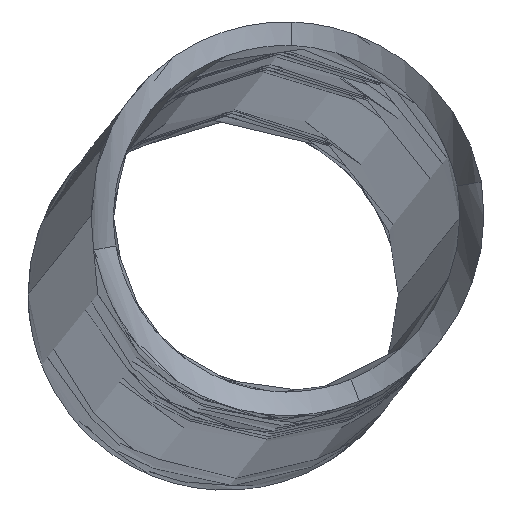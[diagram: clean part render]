
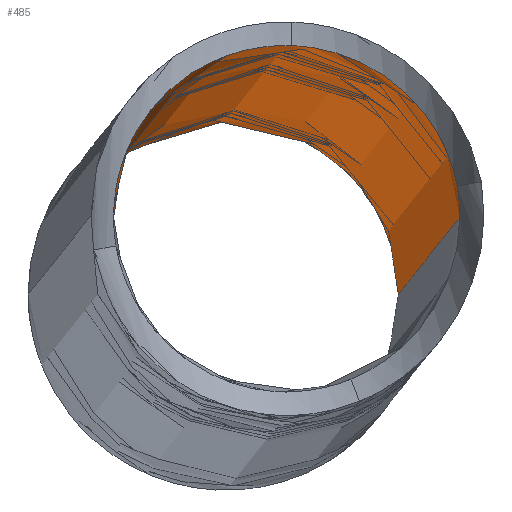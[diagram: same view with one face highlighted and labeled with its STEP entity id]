
A CAD part, left-side view. The second image highlights one B-rep face of the part: STEP entity #485.
In plain terms, the highlighted free-form (B-spline) face has degree [5, 4] with [6, 5] control points.
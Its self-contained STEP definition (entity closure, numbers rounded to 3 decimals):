
#75=CARTESIAN_POINT('Vertex',(-1839.845,290.081,136.801)) ;
#78=CARTESIAN_POINT('Axis2P3D Location',(-1840.,301.,135.48)) ;
#82=CARTESIAN_POINT('Vertex',(-1840.135,311.999,135.481)) ;
#263=CARTESIAN_POINT('Vertex',(-1840.359,289.995,135.487)) ;
#267=CARTESIAN_POINT('Control Point',(-1840.359,289.995,135.487)) ;
#268=CARTESIAN_POINT('Control Point',(-1840.257,289.996,135.749)) ;
#269=CARTESIAN_POINT('Control Point',(-1840.154,290.005,136.011)) ;
#270=CARTESIAN_POINT('Control Point',(-1840.052,290.022,136.274)) ;
#271=CARTESIAN_POINT('Control Point',(-1839.949,290.047,136.538)) ;
#272=CARTESIAN_POINT('Control Point',(-1839.845,290.081,136.801)) ;
#292=CARTESIAN_POINT('Vertex',(-2152.5,296.784,151.283)) ;
#346=CARTESIAN_POINT('Vertex',(-2159.191,308.072,140.39)) ;
#350=CARTESIAN_POINT('Control Point',(-2159.191,308.072,140.39)) ;
#351=CARTESIAN_POINT('Control Point',(-2159.219,308.072,141.134)) ;
#352=CARTESIAN_POINT('Control Point',(-2159.13,308.01,141.89)) ;
#353=CARTESIAN_POINT('Control Point',(-2158.911,307.882,142.622)) ;
#354=CARTESIAN_POINT('Control Point',(-2158.17,307.423,144.405)) ;
#355=CARTESIAN_POINT('Control Point',(-2157.124,306.65,145.964)) ;
#356=CARTESIAN_POINT('Control Point',(-2156.468,306.077,146.845)) ;
#357=CARTESIAN_POINT('Control Point',(-2155.4,304.961,148.179)) ;
#358=CARTESIAN_POINT('Control Point',(-2154.428,303.545,149.296)) ;
#359=CARTESIAN_POINT('Control Point',(-2154.073,302.949,149.693)) ;
#360=CARTESIAN_POINT('Control Point',(-2153.34,301.494,150.495)) ;
#361=CARTESIAN_POINT('Control Point',(-2152.814,299.823,151.033)) ;
#362=CARTESIAN_POINT('Control Point',(-2152.604,298.829,151.234)) ;
#363=CARTESIAN_POINT('Control Point',(-2152.5,297.804,151.317)) ;
#364=CARTESIAN_POINT('Control Point',(-2152.5,296.784,151.283)) ;
#377=CARTESIAN_POINT('Control Point',(-2158.539,286.259,142.367)) ;
#378=CARTESIAN_POINT('Control Point',(-2158.184,286.453,143.395)) ;
#379=CARTESIAN_POINT('Control Point',(-2157.667,286.766,144.362)) ;
#380=CARTESIAN_POINT('Control Point',(-2157.099,287.172,145.254)) ;
#381=CARTESIAN_POINT('Control Point',(-2156.155,287.975,146.609)) ;
#382=CARTESIAN_POINT('Control Point',(-2155.233,289.023,147.815)) ;
#383=CARTESIAN_POINT('Control Point',(-2154.893,289.455,148.25)) ;
#384=CARTESIAN_POINT('Control Point',(-2153.912,290.867,149.482)) ;
#385=CARTESIAN_POINT('Control Point',(-2153.114,292.61,150.454)) ;
#386=CARTESIAN_POINT('Control Point',(-2152.706,293.925,150.956)) ;
#387=CARTESIAN_POINT('Control Point',(-2152.5,295.35,151.235)) ;
#388=CARTESIAN_POINT('Control Point',(-2152.5,296.784,151.283)) ;
#389=CARTESIAN_POINT('Vertex',(-2158.539,286.259,142.367)) ;
#422=CARTESIAN_POINT('Control Point',(-2165.135,307.999,140.481)) ;
#423=CARTESIAN_POINT('Control Point',(-2164.966,308.,151.48)) ;
#424=CARTESIAN_POINT('Control Point',(-2164.746,297.002,156.978)) ;
#425=CARTESIAN_POINT('Control Point',(-2164.695,286.002,151.478)) ;
#426=CARTESIAN_POINT('Control Point',(-2164.865,286.001,140.479)) ;
#427=CARTESIAN_POINT('Control Point',(-2100.135,308.799,139.481)) ;
#428=CARTESIAN_POINT('Control Point',(-2099.966,308.8,150.48)) ;
#429=CARTESIAN_POINT('Control Point',(-2099.746,297.802,155.978)) ;
#430=CARTESIAN_POINT('Control Point',(-2099.695,286.802,150.478)) ;
#431=CARTESIAN_POINT('Control Point',(-2099.865,286.801,139.479)) ;
#432=CARTESIAN_POINT('Control Point',(-2035.135,309.599,138.481)) ;
#433=CARTESIAN_POINT('Control Point',(-2034.966,309.6,149.48)) ;
#434=CARTESIAN_POINT('Control Point',(-2034.746,298.602,154.978)) ;
#435=CARTESIAN_POINT('Control Point',(-2034.695,287.602,149.478)) ;
#436=CARTESIAN_POINT('Control Point',(-2034.865,287.601,138.479)) ;
#437=CARTESIAN_POINT('Control Point',(-1970.135,310.399,137.481)) ;
#438=CARTESIAN_POINT('Control Point',(-1969.966,310.4,148.48)) ;
#439=CARTESIAN_POINT('Control Point',(-1969.746,299.402,153.978)) ;
#440=CARTESIAN_POINT('Control Point',(-1969.695,288.402,148.478)) ;
#441=CARTESIAN_POINT('Control Point',(-1969.865,288.401,137.479)) ;
#442=CARTESIAN_POINT('Control Point',(-1905.135,311.199,136.481)) ;
#443=CARTESIAN_POINT('Control Point',(-1904.966,311.2,147.48)) ;
#444=CARTESIAN_POINT('Control Point',(-1904.746,300.202,152.978)) ;
#445=CARTESIAN_POINT('Control Point',(-1904.695,289.202,147.478)) ;
#446=CARTESIAN_POINT('Control Point',(-1904.865,289.201,136.479)) ;
#447=CARTESIAN_POINT('Control Point',(-1840.135,311.999,135.481)) ;
#448=CARTESIAN_POINT('Control Point',(-1839.966,312.,146.48)) ;
#449=CARTESIAN_POINT('Control Point',(-1839.746,301.002,151.978)) ;
#450=CARTESIAN_POINT('Control Point',(-1839.695,290.002,146.478)) ;
#451=CARTESIAN_POINT('Control Point',(-1839.865,290.001,135.479)) ;
#453=CARTESIAN_POINT('Control Point',(-2159.191,308.072,140.39)) ;
#454=CARTESIAN_POINT('Control Point',(-2095.38,308.858,139.408)) ;
#455=CARTESIAN_POINT('Control Point',(-2031.569,309.643,138.426)) ;
#456=CARTESIAN_POINT('Control Point',(-1967.758,310.428,137.444)) ;
#457=CARTESIAN_POINT('Control Point',(-1903.947,311.214,136.463)) ;
#458=CARTESIAN_POINT('Control Point',(-1840.135,311.999,135.481)) ;
#461=CARTESIAN_POINT('Control Point',(-2157.692,286.089,140.369)) ;
#462=CARTESIAN_POINT('Control Point',(-2094.225,286.87,139.392)) ;
#463=CARTESIAN_POINT('Control Point',(-2030.759,287.651,138.416)) ;
#464=CARTESIAN_POINT('Control Point',(-1967.292,288.432,137.439)) ;
#465=CARTESIAN_POINT('Control Point',(-1903.825,289.214,136.463)) ;
#466=CARTESIAN_POINT('Control Point',(-1840.359,289.995,135.487)) ;
#467=CARTESIAN_POINT('Vertex',(-2157.692,286.089,140.369)) ;
#471=CARTESIAN_POINT('Control Point',(-2158.539,286.259,142.367)) ;
#472=CARTESIAN_POINT('Control Point',(-2158.32,286.137,141.68)) ;
#473=CARTESIAN_POINT('Control Point',(-2158.019,286.085,141.013)) ;
#474=CARTESIAN_POINT('Control Point',(-2157.692,286.089,140.369)) ;
#79=DIRECTION('Axis2P3D Direction',(1.,0.012,-0.015)) ;
#80=AXIS2_PLACEMENT_3D('Circle Axis2P3D',#78,#79,$) ;
#477=ORIENTED_EDGE('',*,*,#391,.T.) ;
#478=ORIENTED_EDGE('',*,*,#365,.F.) ;
#479=ORIENTED_EDGE('',*,*,#459,.T.) ;
#480=ORIENTED_EDGE('',*,*,#84,.T.) ;
#481=ORIENTED_EDGE('',*,*,#273,.F.) ;
#482=ORIENTED_EDGE('',*,*,#469,.F.) ;
#483=ORIENTED_EDGE('',*,*,#475,.F.) ;
#485=ADVANCED_FACE('Corps principal',(#484),#421,.T.) ;
#266=B_SPLINE_CURVE_WITH_KNOTS('',5,(#267,#268,#269,#270,#271,#272),.UNSPECIFIED.,.F.,.U.,(6,6),(0.,2.088),.UNSPECIFIED.) ;
#349=B_SPLINE_CURVE_WITH_KNOTS('',5,(#350,#351,#352,#353,#354,#355,#356,#357,#358,#359,#360,#361,#362,#363,#364),.UNSPECIFIED.,.F.,.U.,(6,3,3,3,6),(0.,5.567,14.321,19.871,26.906),.UNSPECIFIED.) ;
#376=B_SPLINE_CURVE_WITH_KNOTS('',5,(#377,#378,#379,#380,#381,#382,#383,#384,#385,#386,#387,#388),.UNSPECIFIED.,.F.,.U.,(6,3,3,6),(3.008,11.084,16.002,25.886),.UNSPECIFIED.) ;
#470=B_SPLINE_CURVE_WITH_KNOTS('',3,(#471,#472,#473,#474),.UNSPECIFIED.,.F.,.U.,(4,4),(3.122,6.327),.UNSPECIFIED.) ;
#81=CIRCLE('generated circle',#80,11.) ;
#84=EDGE_CURVE('',#83,#76,#81,.T.) ;
#273=EDGE_CURVE('',#264,#76,#266,.T.) ;
#365=EDGE_CURVE('',#347,#293,#349,.T.) ;
#391=EDGE_CURVE('',#390,#293,#376,.T.) ;
#459=EDGE_CURVE('',#347,#83,#452,.T.) ;
#469=EDGE_CURVE('',#468,#264,#460,.T.) ;
#475=EDGE_CURVE('',#390,#468,#470,.T.) ;
#476=EDGE_LOOP('',(#477,#478,#479,#480,#481,#482,#483)) ;
#484=FACE_OUTER_BOUND('',#476,.T.) ;
#76=VERTEX_POINT('',#75) ;
#83=VERTEX_POINT('',#82) ;
#264=VERTEX_POINT('',#263) ;
#293=VERTEX_POINT('',#292) ;
#347=VERTEX_POINT('',#346) ;
#390=VERTEX_POINT('',#389) ;
#468=VERTEX_POINT('',#467) ;
#452=(BOUNDED_CURVE()B_SPLINE_CURVE(5,(#453,#454,#455,#456,#457,#458),.UNSPECIFIED.,.F.,.U.)B_SPLINE_CURVE_WITH_KNOTS((6,6),(5.945,325.063),.UNSPECIFIED.)CURVE()GEOMETRIC_REPRESENTATION_ITEM()RATIONAL_B_SPLINE_CURVE((1.,1.,1.,1.,1.,1.))REPRESENTATION_ITEM('')) ;
#460=(BOUNDED_CURVE()B_SPLINE_CURVE(5,(#461,#462,#463,#464,#465,#466),.UNSPECIFIED.,.F.,.U.)B_SPLINE_CURVE_WITH_KNOTS((6,6),(7.174,324.569),.UNSPECIFIED.)CURVE()GEOMETRIC_REPRESENTATION_ITEM()RATIONAL_B_SPLINE_CURVE((1.,1.,1.,1.,1.,1.))REPRESENTATION_ITEM('')) ;
#421=(BOUNDED_SURFACE()B_SPLINE_SURFACE(5,4,((#422,#423,#424,#425,#426),(#427,#428,#429,#430,#431),(#432,#433,#434,#435,#436),(#437,#438,#439,#440,#441),(#442,#443,#444,#445,#446),(#447,#448,#449,#450,#451)),.UNSPECIFIED.,.F.,.F.,.U.)B_SPLINE_SURFACE_WITH_KNOTS((6,6),(5,5),(0.,325.063),(34.558,69.115),.UNSPECIFIED.)GEOMETRIC_REPRESENTATION_ITEM()RATIONAL_B_SPLINE_SURFACE(((1.,0.707,0.667,0.707,1.),(1.,0.707,0.667,0.707,1.),(1.,0.707,0.667,0.707,1.),(1.,0.707,0.667,0.707,1.),(1.,0.707,0.667,0.707,1.),(1.,0.707,0.667,0.707,1.)))REPRESENTATION_ITEM('Rational BSpline Surface')SURFACE()) ;
